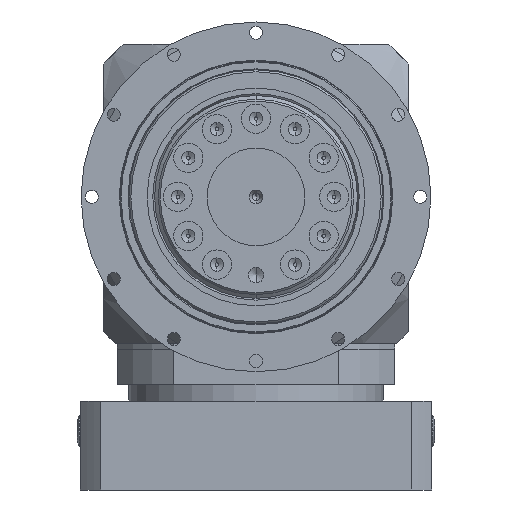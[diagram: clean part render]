
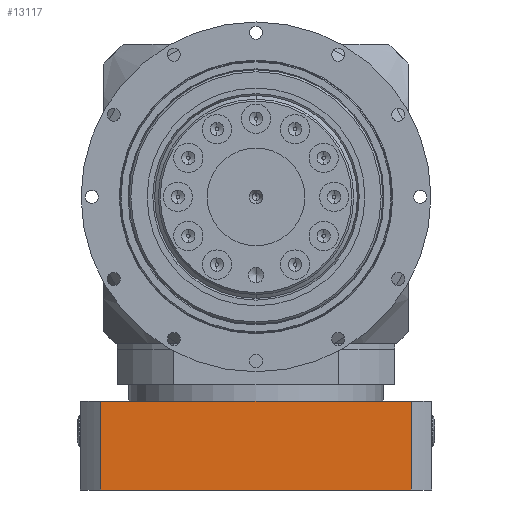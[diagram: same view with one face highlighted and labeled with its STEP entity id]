
A CAD part, left-side view. The second image highlights one B-rep face of the part: STEP entity #13117.
In plain terms, the highlighted planar face has unit normal (-1, 0, 0).
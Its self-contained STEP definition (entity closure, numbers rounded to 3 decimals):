
#306 = CARTESIAN_POINT ( 'NONE',  ( 15., 87.617, -104.5 ) ) ;
#372 = DIRECTION ( 'NONE',  ( 0., 0., -1. ) ) ;
#732 = CARTESIAN_POINT ( 'NONE',  ( 15., -79.373, -150. ) ) ;
#909 = VERTEX_POINT ( 'NONE', #5844 ) ;
#973 = EDGE_CURVE ( 'NONE', #909, #21531, #15450, .T. ) ;
#2163 = EDGE_LOOP ( 'NONE', ( #22179, #23577, #9492, #25745 ) ) ;
#3855 = VECTOR ( 'NONE', #6296, 1000. ) ;
#4695 = DIRECTION ( 'NONE',  ( 1., 0., 0. ) ) ;
#5844 = CARTESIAN_POINT ( 'NONE',  ( 15., -79.373, -104.5 ) ) ;
#6296 = DIRECTION ( 'NONE',  ( 0., -1., 0. ) ) ;
#6904 = EDGE_CURVE ( 'NONE', #21531, #10128, #28213, .T. ) ;
#6990 = CARTESIAN_POINT ( 'NONE',  ( 15., 79.373, -150. ) ) ;
#7897 = VECTOR ( 'NONE', #14459, 1000. ) ;
#8400 = CARTESIAN_POINT ( 'NONE',  ( 15., 87.617, -104.5 ) ) ;
#9492 = ORIENTED_EDGE ( 'NONE', *, *, #6904, .F. ) ;
#10128 = VERTEX_POINT ( 'NONE', #6990 ) ;
#10925 = VERTEX_POINT ( 'NONE', #22950 ) ;
#12235 = CARTESIAN_POINT ( 'NONE',  ( 15., 79.373, -150. ) ) ;
#13117 = ADVANCED_FACE ( 'NONE', ( #27170 ), #17720, .F. ) ;
#14459 = DIRECTION ( 'NONE',  ( 0., 0., 1. ) ) ;
#14749 = DIRECTION ( 'NONE',  ( 0., 1., 0. ) ) ;
#15450 = LINE ( 'NONE', #15706, #21236 ) ;
#15706 = CARTESIAN_POINT ( 'NONE',  ( 15., -79.373, -150. ) ) ;
#17043 = AXIS2_PLACEMENT_3D ( 'NONE', #306, #4695, #20025 ) ;
#17720 = PLANE ( 'NONE',  #17043 ) ;
#19560 = LINE ( 'NONE', #12235, #7897 ) ;
#20025 = DIRECTION ( 'NONE',  ( 0., 1., 0. ) ) ;
#21236 = VECTOR ( 'NONE', #372, 1000. ) ;
#21249 = CARTESIAN_POINT ( 'NONE',  ( 15., 0., -150. ) ) ;
#21332 = LINE ( 'NONE', #8400, #3855 ) ;
#21531 = VERTEX_POINT ( 'NONE', #732 ) ;
#22179 = ORIENTED_EDGE ( 'NONE', *, *, #25261, .F. ) ;
#22415 = VECTOR ( 'NONE', #14749, 1000. ) ;
#22950 = CARTESIAN_POINT ( 'NONE',  ( 15., 79.373, -104.5 ) ) ;
#23577 = ORIENTED_EDGE ( 'NONE', *, *, #26648, .F. ) ;
#25261 = EDGE_CURVE ( 'NONE', #10925, #909, #21332, .T. ) ;
#25745 = ORIENTED_EDGE ( 'NONE', *, *, #973, .F. ) ;
#26648 = EDGE_CURVE ( 'NONE', #10128, #10925, #19560, .T. ) ;
#27170 = FACE_OUTER_BOUND ( 'NONE', #2163, .T. ) ;
#28213 = LINE ( 'NONE', #21249, #22415 ) ;
